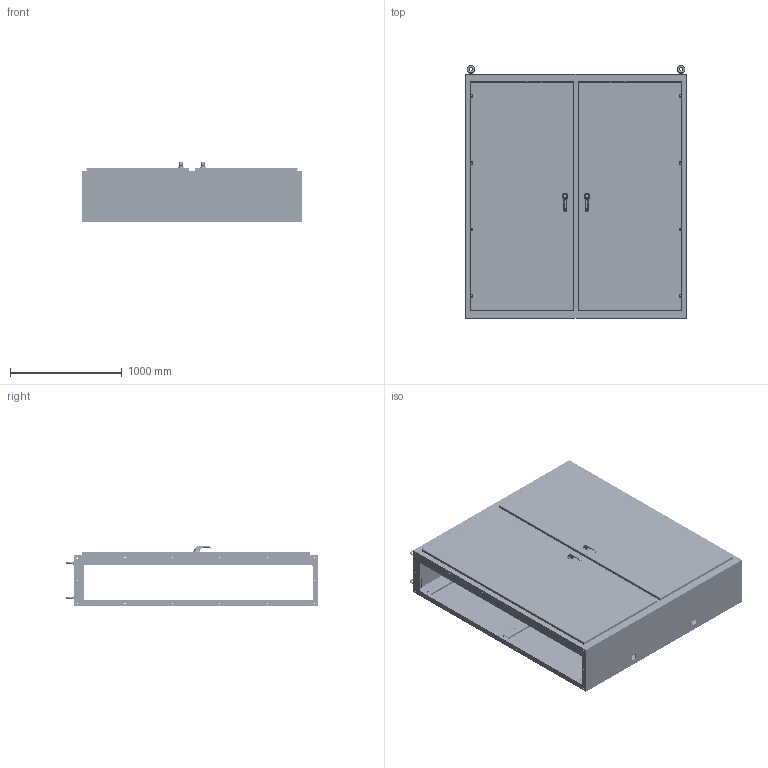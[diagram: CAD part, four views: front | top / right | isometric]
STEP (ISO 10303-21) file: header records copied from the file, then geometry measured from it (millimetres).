
FILE_DESCRIPTION (( 'STEP AP214' ), '1' );
FILE_NAME ('SCE-N86C7818.STEP', '2024-06-18T13:45:34', ( '' ), ( '' ), 'SwSTEP 2.0', 'SolidWorks 2023', '' );
FILE_SCHEMA (( 'AUTOMOTIVE_DESIGN' ));
Length unit declared in the file: inch
Products named in the file (1): SCE-N86C7818
Bounding box: 1974.85 x 2259.21 x 534.57 mm (x, y, z)
Volume: 34983883.9 mm3; surface area: 26164562.5 mm2
Topology: 48 solids, 56 shells, 7328 faces, 18671 edges, 11529 vertices
Faces by surface type: plane 3022, cylinder 2474, bspline 880, torus 566, cone 218, sphere 168
Full cylindrical faces by diameter (mm): 1.016 x8, 3.978 x8, 4.318 x40, 4.978 x32, 5.016 x4, 5.207 x16, 5.232 x16, 5.537 x8, 6.096 x16, 6.198 x16, 6.35 x16, 9.525 x20, 10.323 x16, 11.113 x24, 15.24 x4, 16 x2, 22 x2, 29.8 x4
Entity records: 355778 total; most frequent: CARTESIAN_POINT 188695, ORIENTED_EDGE 36058, DIRECTION 32067, EDGE_CURVE 18029, AXIS2_PLACEMENT_3D 11602, VERTEX_POINT 11373, LINE 8863, VECTOR 8863
